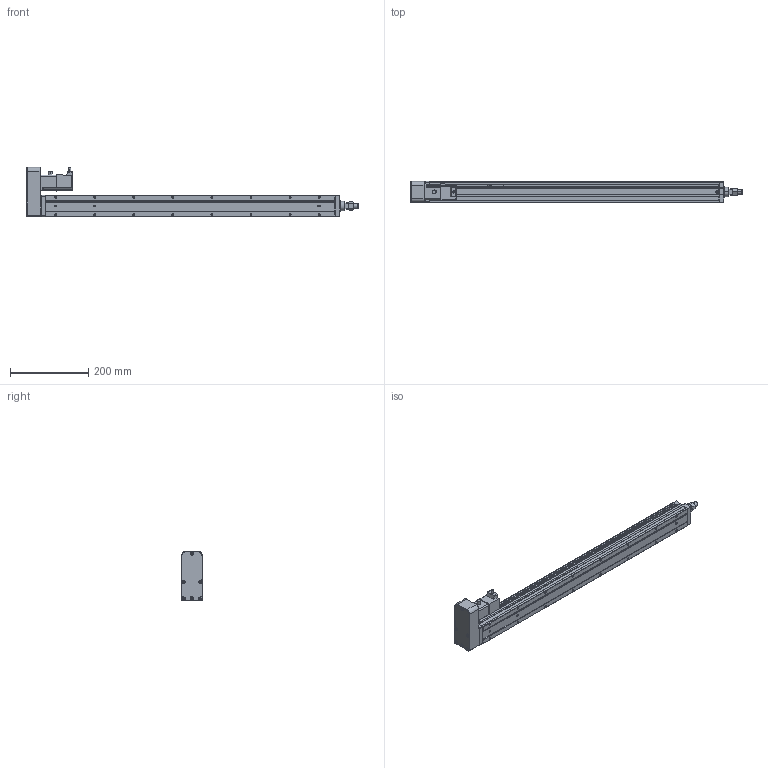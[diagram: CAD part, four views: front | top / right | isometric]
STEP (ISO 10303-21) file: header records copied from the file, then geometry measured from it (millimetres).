
FILE_DESCRIPTION (( 'STEP AP214' ), '1' );
FILE_NAME ('ETU05BL-12XLD-0600-XXXX.STEP', '2025-02-27T16:00:24', ( '' ), ( '' ), 'SwSTEP 2.0', 'SolidWorks 2022', '' );
FILE_SCHEMA (( 'AUTOMOTIVE_DESIGN' ));
Length unit declared in the file: millimetre
Products named in the file (10): ETU05-600NUT; FANG STICKER; ETU05-600BODY2; ETU05-600BODY0; ETU05-600MOTOR; ETU05-600SENSOR; ETU05BL-12XLD-0600-XXXX; ETU05-600BODY1; ETU05-600ROD; ETU05-600BODY3
Assembly tree (10 placements, depth 2):
  ETU05BL-12XLD-0600-XXXX
    ETU05-600BODY0
    ETU05-600BODY1
    ETU05-600BODY2
    ETU05-600MOTOR
    ETU05-600BODY3
    ETU05-600ROD
    ETU05-600NUT
    ETU05-600SENSOR  x2
    FANG STICKER
Bounding box: 850 x 55.25 x 125.77 mm (x, y, z)
Volume: 1989334.5 mm3; surface area: 368306.1 mm2
Topology: 10 solids, 10 shells, 880 faces, 2236 edges, 1437 vertices
Faces by surface type: plane 524, cylinder 238, cone 108, torus 10
Entity records: 26584 total; most frequent: CARTESIAN_POINT 4710, DIRECTION 4507, ORIENTED_EDGE 4396, EDGE_CURVE 2198, VECTOR 1559, LINE 1559, AXIS2_PLACEMENT_3D 1474, VERTEX_POINT 1417
